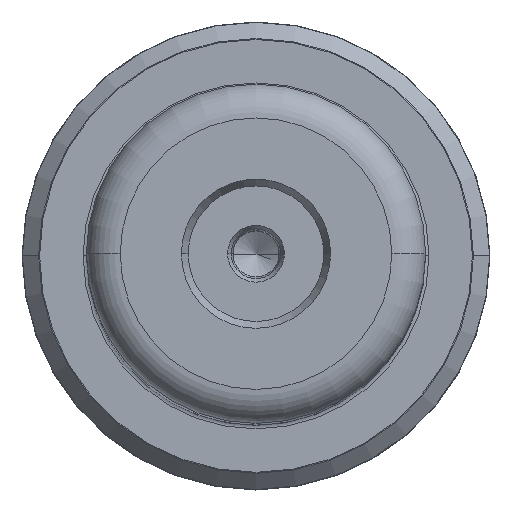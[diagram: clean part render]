
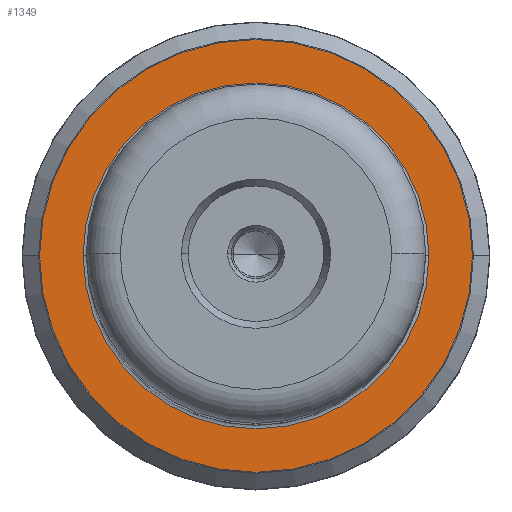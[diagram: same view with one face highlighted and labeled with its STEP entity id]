
A CAD part, top view. The second image highlights one B-rep face of the part: STEP entity #1349.
In plain terms, the highlighted planar face has unit normal (0, 0, 1).
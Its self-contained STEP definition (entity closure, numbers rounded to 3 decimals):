
#127 = EDGE_CURVE ( 'NONE', #1974, #3085, #1496, .T. ) ;
#535 = CIRCLE ( 'NONE', #1714, 31.917 ) ;
#652 = CARTESIAN_POINT ( 'NONE',  ( 31.917, 0., 50. ) ) ;
#693 = AXIS2_PLACEMENT_3D ( 'NONE', #2806, #3141, #2501 ) ;
#755 = EDGE_CURVE ( 'NONE', #1813, #2930, #535, .T. ) ;
#1079 = AXIS2_PLACEMENT_3D ( 'NONE', #1606, #2578, #4189 ) ;
#1087 = EDGE_CURVE ( 'NONE', #2930, #1813, #2520, .T. ) ;
#1094 = DIRECTION ( 'NONE',  ( 0., 0., -1. ) ) ;
#1349 = ADVANCED_FACE ( 'NONE', ( #2142, #1504 ), #1563, .T. ) ;
#1361 = CARTESIAN_POINT ( 'NONE',  ( 0., 0., 50. ) ) ;
#1377 = CARTESIAN_POINT ( 'NONE',  ( -25.5, 0., 50. ) ) ;
#1496 = CIRCLE ( 'NONE', #2239, 25.5 ) ;
#1504 = FACE_OUTER_BOUND ( 'NONE', #1550, .T. ) ;
#1550 = EDGE_LOOP ( 'NONE', ( #3585, #1712 ) ) ;
#1563 = PLANE ( 'NONE',  #693 ) ;
#1606 = CARTESIAN_POINT ( 'NONE',  ( 0., 0., 50. ) ) ;
#1712 = ORIENTED_EDGE ( 'NONE', *, *, #755, .T. ) ;
#1714 = AXIS2_PLACEMENT_3D ( 'NONE', #2430, #3755, #1851 ) ;
#1766 = DIRECTION ( 'NONE',  ( -1., 0., 0. ) ) ;
#1813 = VERTEX_POINT ( 'NONE', #3228 ) ;
#1851 = DIRECTION ( 'NONE',  ( 1., 0., 0. ) ) ;
#1852 = AXIS2_PLACEMENT_3D ( 'NONE', #1361, #4252, #2660 ) ;
#1974 = VERTEX_POINT ( 'NONE', #2178 ) ;
#2142 = FACE_BOUND ( 'NONE', #2792, .T. ) ;
#2178 = CARTESIAN_POINT ( 'NONE',  ( 25.5, 0., 50. ) ) ;
#2188 = ORIENTED_EDGE ( 'NONE', *, *, #3643, .T. ) ;
#2239 = AXIS2_PLACEMENT_3D ( 'NONE', #3734, #1094, #1766 ) ;
#2430 = CARTESIAN_POINT ( 'NONE',  ( 0., 0., 50. ) ) ;
#2501 = DIRECTION ( 'NONE',  ( 1., 0., 0. ) ) ;
#2520 = CIRCLE ( 'NONE', #1079, 31.917 ) ;
#2578 = DIRECTION ( 'NONE',  ( 0., 0., 1. ) ) ;
#2660 = DIRECTION ( 'NONE',  ( -1., 0., 0. ) ) ;
#2792 = EDGE_LOOP ( 'NONE', ( #2188, #4219 ) ) ;
#2806 = CARTESIAN_POINT ( 'NONE',  ( 0., 0., 50. ) ) ;
#2930 = VERTEX_POINT ( 'NONE', #652 ) ;
#3085 = VERTEX_POINT ( 'NONE', #1377 ) ;
#3141 = DIRECTION ( 'NONE',  ( 0., 0., 1. ) ) ;
#3212 = CIRCLE ( 'NONE', #1852, 25.5 ) ;
#3228 = CARTESIAN_POINT ( 'NONE',  ( -31.917, 0., 50. ) ) ;
#3585 = ORIENTED_EDGE ( 'NONE', *, *, #1087, .T. ) ;
#3643 = EDGE_CURVE ( 'NONE', #3085, #1974, #3212, .T. ) ;
#3734 = CARTESIAN_POINT ( 'NONE',  ( 0., 0., 50. ) ) ;
#3755 = DIRECTION ( 'NONE',  ( 0., 0., 1. ) ) ;
#4189 = DIRECTION ( 'NONE',  ( 1., 0., 0. ) ) ;
#4219 = ORIENTED_EDGE ( 'NONE', *, *, #127, .T. ) ;
#4252 = DIRECTION ( 'NONE',  ( 0., 0., -1. ) ) ;
